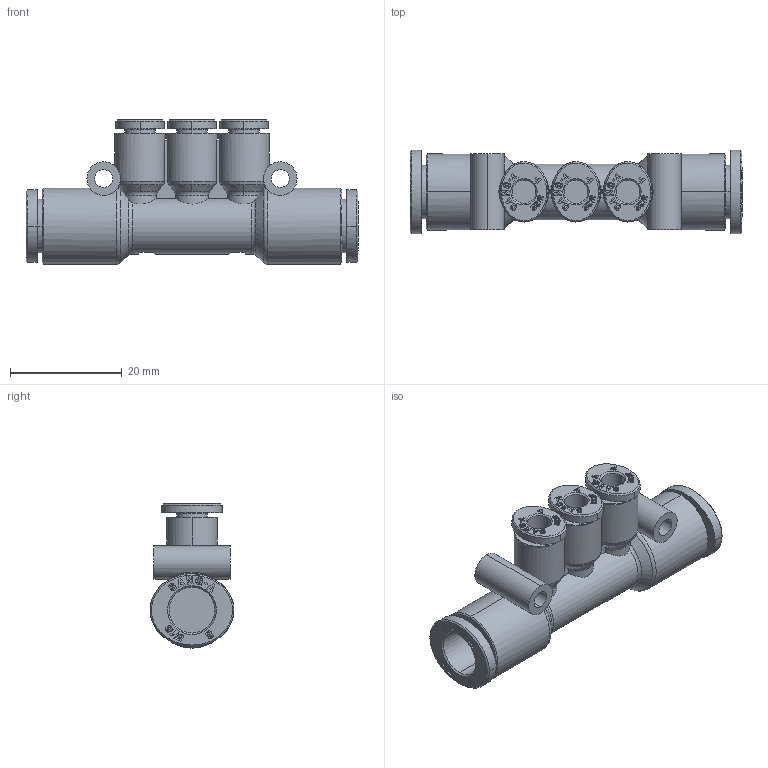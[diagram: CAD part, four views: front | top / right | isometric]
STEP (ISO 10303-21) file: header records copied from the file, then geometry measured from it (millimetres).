
FILE_DESCRIPTION (( 'STEP AP214' ), '1' );
FILE_NAME ('PKG08-04.stp', '2015-09-17T08:25:22', ( '' ), ( '' ), 'SwSTEP 2.0', 'SolidWorks 2015', '' );
FILE_SCHEMA (( 'AUTOMOTIVE_DESIGN' ));
Length unit declared in the file: millimetre
Products named in the file (2): PKG08-04; ｦ+ﾃｦ2
Assembly tree (1 placements, depth 2):
  PKG08-04
    ｦ+ﾃｦ2
Bounding box: 59.4 x 15 x 25.8 mm (x, y, z)
Volume: 7371.3 mm3; surface area: 6542.9 mm2
Topology: 1 solids, 1 shells, 1982 faces, 5650 edges, 3759 vertices
Faces by surface type: plane 1684, bspline 160, cylinder 85, cone 42, torus 11
Entity records: 68930 total; most frequent: CARTESIAN_POINT 17662, ORIENTED_EDGE 11300, DIRECTION 9094, EDGE_CURVE 5650, LINE 4938, VECTOR 4938, VERTEX_POINT 3759, AXIS2_PLACEMENT_3D 2078
